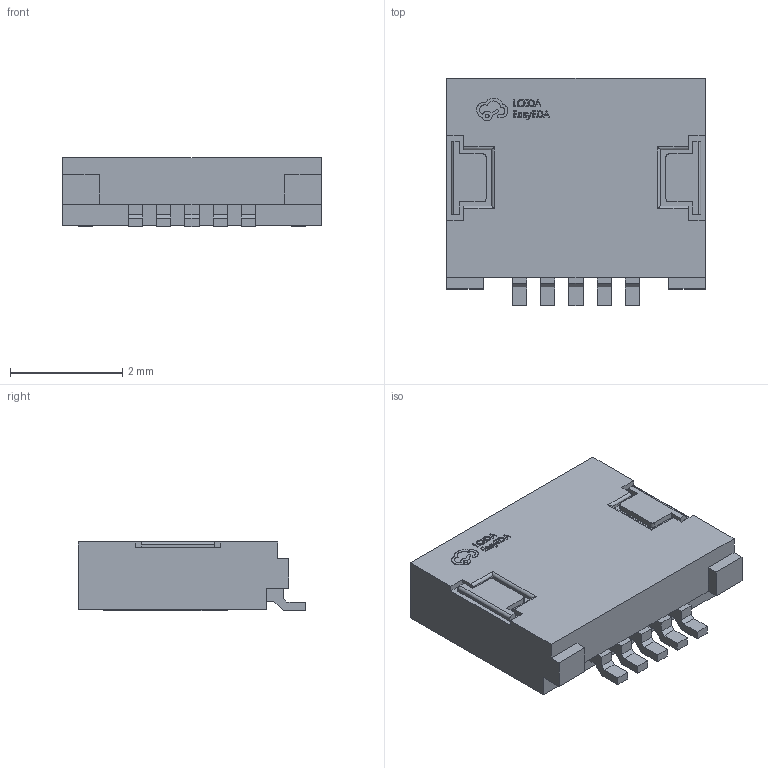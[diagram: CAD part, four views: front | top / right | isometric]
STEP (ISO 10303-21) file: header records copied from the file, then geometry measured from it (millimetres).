
FILE_DESCRIPTION (( 'STEP AP214' ), '1' );
FILE_NAME ('FPC-SMD_P0.50-5P_1X5P.step', '2022-07-06T16:15:49', ( '' ), ( '' ), 'SwSTEP 2.0', 'SolidWorks 2020', '' );
FILE_SCHEMA (( 'AUTOMOTIVE_DESIGN' ));
Length unit declared in the file: millimetre
Products named in the file (1): FPC-SMD_P0.50-5P_1X5P
Bounding box: 4.6 x 4.05 x 1.23 mm (x, y, z)
Volume: 13.4 mm3; surface area: 107.6 mm2
Topology: 1 solids, 1 shells, 618 faces, 1731 edges, 1148 vertices
Faces by surface type: plane 416, bspline 146, cylinder 56
Entity records: 27509 total; most frequent: CARTESIAN_POINT 7132, ORIENTED_EDGE 3462, DIRECTION 2469, EDGE_CURVE 1731, VECTOR 1331, LINE 1331, VERTEX_POINT 1148, EDGE_LOOP 651
